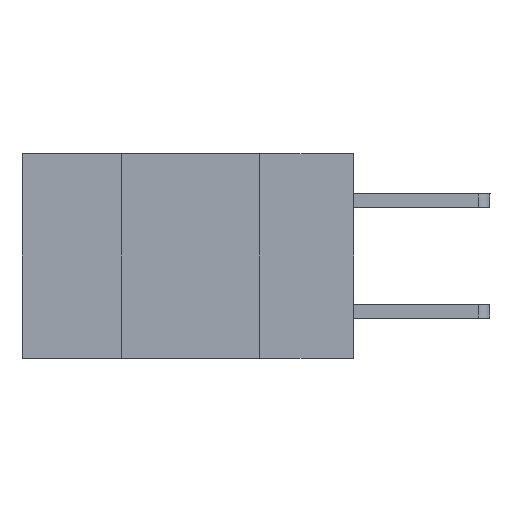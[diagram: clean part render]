
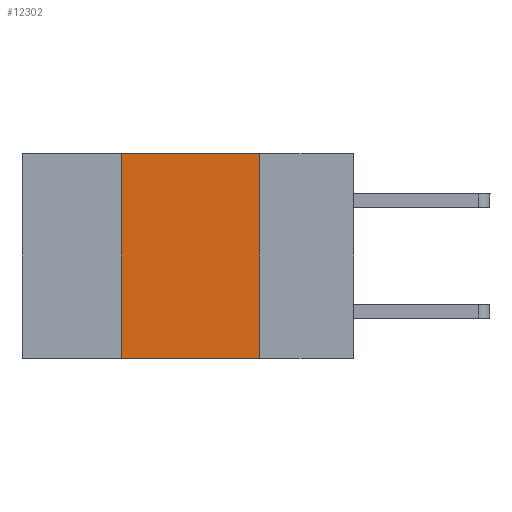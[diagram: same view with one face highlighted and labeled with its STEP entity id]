
A CAD part, left-side view. The second image highlights one B-rep face of the part: STEP entity #12302.
In plain terms, the highlighted planar face has unit normal (-1, 0, 0).
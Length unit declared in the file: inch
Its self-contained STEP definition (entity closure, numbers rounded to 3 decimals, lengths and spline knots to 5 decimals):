
#75 = ORIENTED_EDGE ( 'NONE', *, *, #10993, .F. ) ;
#299 = FACE_OUTER_BOUND ( 'NONE', #7348, .T. ) ;
#346 = VERTEX_POINT ( 'NONE', #11809 ) ;
#824 = LINE ( 'NONE', #5523, #9036 ) ;
#1151 = CARTESIAN_POINT ( 'NONE',  ( 0., 0.17, -0.37 ) ) ;
#1861 = ORIENTED_EDGE ( 'NONE', *, *, #9370, .T. ) ;
#1888 = DIRECTION ( 'NONE',  ( 1., 0., 0. ) ) ;
#2164 = ORIENTED_EDGE ( 'NONE', *, *, #5817, .F. ) ;
#2840 = CARTESIAN_POINT ( 'NONE',  ( 0., 0.17, 0. ) ) ;
#3043 = PLANE ( 'NONE',  #10866 ) ;
#4324 = CARTESIAN_POINT ( 'NONE',  ( 0., 0.6, -0.37 ) ) ;
#4476 = LINE ( 'NONE', #4324, #12062 ) ;
#4916 = DIRECTION ( 'NONE',  ( 0., 0., -1. ) ) ;
#5523 = CARTESIAN_POINT ( 'NONE',  ( 0., 0.6, 0. ) ) ;
#5817 = EDGE_CURVE ( 'NONE', #346, #8800, #824, .T. ) ;
#6127 = CARTESIAN_POINT ( 'NONE',  ( 0., 0.6, 0. ) ) ;
#6146 = VECTOR ( 'NONE', #6378, 39.37008 ) ;
#6378 = DIRECTION ( 'NONE',  ( 0., 0., -1. ) ) ;
#7343 = EDGE_CURVE ( 'NONE', #7697, #346, #8277, .T. ) ;
#7348 = EDGE_LOOP ( 'NONE', ( #75, #2164, #14258, #1861 ) ) ;
#7697 = VERTEX_POINT ( 'NONE', #14768 ) ;
#8277 = LINE ( 'NONE', #13024, #9273 ) ;
#8800 = VERTEX_POINT ( 'NONE', #11996 ) ;
#9036 = VECTOR ( 'NONE', #12248, 39.37008 ) ;
#9273 = VECTOR ( 'NONE', #15099, 39.37008 ) ;
#9370 = EDGE_CURVE ( 'NONE', #7697, #12142, #4476, .T. ) ;
#10866 = AXIS2_PLACEMENT_3D ( 'NONE', #6127, #1888, #4916 ) ;
#10993 = EDGE_CURVE ( 'NONE', #8800, #12142, #14656, .T. ) ;
#11809 = CARTESIAN_POINT ( 'NONE',  ( 0., 0.42, 0. ) ) ;
#11996 = CARTESIAN_POINT ( 'NONE',  ( 0., 0.17, 0. ) ) ;
#12062 = VECTOR ( 'NONE', #12595, 39.37008 ) ;
#12142 = VERTEX_POINT ( 'NONE', #1151 ) ;
#12248 = DIRECTION ( 'NONE',  ( 0., -1., 0. ) ) ;
#12302 = ADVANCED_FACE ( 'NONE', ( #299 ), #3043, .F. ) ;
#12595 = DIRECTION ( 'NONE',  ( 0., -1., 0. ) ) ;
#13024 = CARTESIAN_POINT ( 'NONE',  ( 0., 0.42, 0. ) ) ;
#14258 = ORIENTED_EDGE ( 'NONE', *, *, #7343, .F. ) ;
#14656 = LINE ( 'NONE', #2840, #6146 ) ;
#14768 = CARTESIAN_POINT ( 'NONE',  ( 0., 0.42, -0.37 ) ) ;
#15099 = DIRECTION ( 'NONE',  ( 0., 0., 1. ) ) ;
